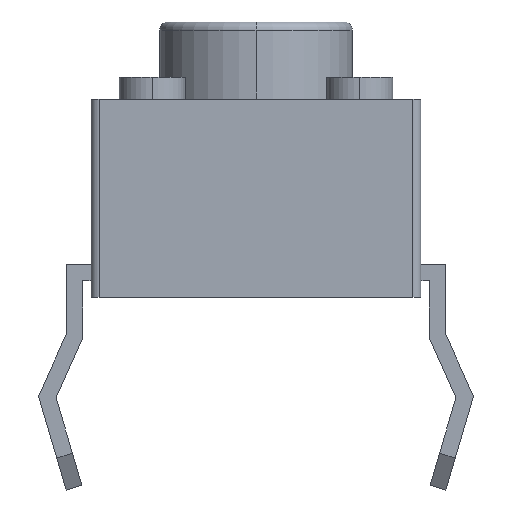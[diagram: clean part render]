
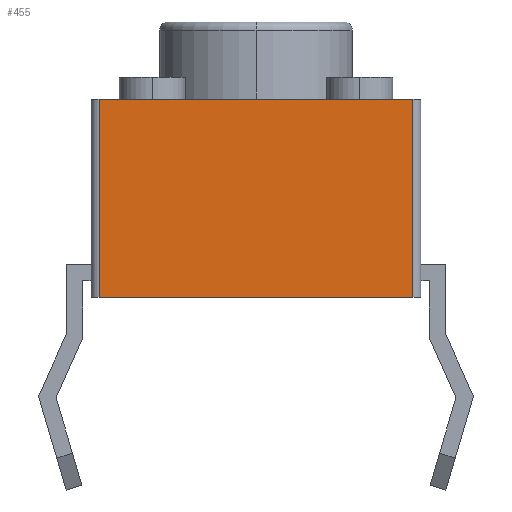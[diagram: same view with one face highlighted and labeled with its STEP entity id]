
A CAD part, left-side view. The second image highlights one B-rep face of the part: STEP entity #455.
In plain terms, the highlighted planar face has unit normal (-1, 0, 0).
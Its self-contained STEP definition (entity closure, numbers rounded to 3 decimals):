
#72 = DIRECTION ( 'NONE',  ( 0., -1., 0. ) ) ;
#144 = CARTESIAN_POINT ( 'NONE',  ( 0., 0., 3.6 ) ) ;
#208 = EDGE_CURVE ( 'NONE', #2303, #2376, #1001, .T. ) ;
#261 = FACE_OUTER_BOUND ( 'NONE', #1710, .T. ) ;
#263 = LINE ( 'NONE', #2680, #1509 ) ;
#455 = ADVANCED_FACE ( 'NONE', ( #261 ), #967, .F. ) ;
#463 = VECTOR ( 'NONE', #1698, 1000. ) ;
#512 = ORIENTED_EDGE ( 'NONE', *, *, #1094, .F. ) ;
#520 = CARTESIAN_POINT ( 'NONE',  ( 0., 0., 3.6 ) ) ;
#684 = VECTOR ( 'NONE', #1470, 1000. ) ;
#752 = DIRECTION ( 'NONE',  ( 0., 0., -1. ) ) ;
#967 = PLANE ( 'NONE',  #1562 ) ;
#1001 = LINE ( 'NONE', #1817, #2652 ) ;
#1094 = EDGE_CURVE ( 'NONE', #1572, #2376, #2278, .T. ) ;
#1261 = CARTESIAN_POINT ( 'NONE',  ( 0., 5.84, 3.6 ) ) ;
#1263 = ORIENTED_EDGE ( 'NONE', *, *, #2530, .T. ) ;
#1274 = LINE ( 'NONE', #1261, #684 ) ;
#1470 = DIRECTION ( 'NONE',  ( 0., 0., -1. ) ) ;
#1496 = CARTESIAN_POINT ( 'NONE',  ( 0., 0.15, 0. ) ) ;
#1509 = VECTOR ( 'NONE', #72, 1000. ) ;
#1562 = AXIS2_PLACEMENT_3D ( 'NONE', #520, #2050, #752 ) ;
#1572 = VERTEX_POINT ( 'NONE', #2081 ) ;
#1698 = DIRECTION ( 'NONE',  ( 0., -1., 0. ) ) ;
#1710 = EDGE_LOOP ( 'NONE', ( #1263, #2628, #512, #2804 ) ) ;
#1817 = CARTESIAN_POINT ( 'NONE',  ( 0., 0.15, 3.6 ) ) ;
#1922 = VERTEX_POINT ( 'NONE', #2430 ) ;
#2050 = DIRECTION ( 'NONE',  ( 1., 0., 0. ) ) ;
#2081 = CARTESIAN_POINT ( 'NONE',  ( 0., 5.84, 3.6 ) ) ;
#2278 = LINE ( 'NONE', #144, #463 ) ;
#2303 = VERTEX_POINT ( 'NONE', #1496 ) ;
#2376 = VERTEX_POINT ( 'NONE', #2785 ) ;
#2417 = DIRECTION ( 'NONE',  ( 0., 0., 1. ) ) ;
#2430 = CARTESIAN_POINT ( 'NONE',  ( 0., 5.84, 0. ) ) ;
#2530 = EDGE_CURVE ( 'NONE', #1922, #2303, #263, .T. ) ;
#2628 = ORIENTED_EDGE ( 'NONE', *, *, #208, .T. ) ;
#2652 = VECTOR ( 'NONE', #2417, 1000. ) ;
#2677 = EDGE_CURVE ( 'NONE', #1572, #1922, #1274, .T. ) ;
#2680 = CARTESIAN_POINT ( 'NONE',  ( 0., 0., 0. ) ) ;
#2785 = CARTESIAN_POINT ( 'NONE',  ( 0., 0.15, 3.6 ) ) ;
#2804 = ORIENTED_EDGE ( 'NONE', *, *, #2677, .T. ) ;
